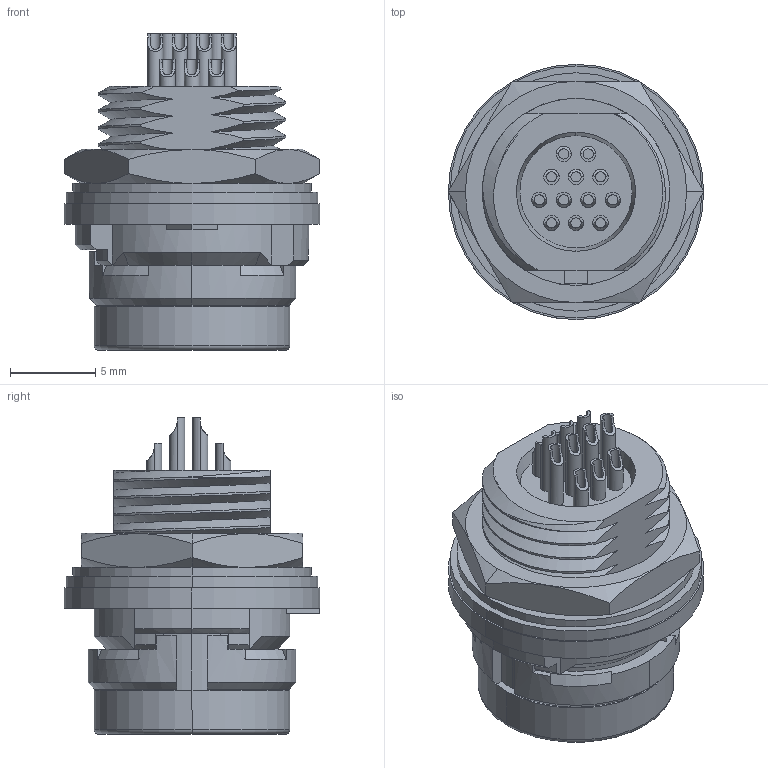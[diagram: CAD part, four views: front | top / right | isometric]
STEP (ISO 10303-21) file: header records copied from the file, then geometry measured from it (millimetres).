
FILE_DESCRIPTION(('OneSpaceDesigner STEP Export'),'2;1');
FILE_NAME('HR30-7R-12P.stp','2008-05-13T15:10:33',(''),(''),'OneSpace Designer STEP processor for AP214 (Solid Model)','OneSpace Modeling 15.00A 14-Mar-2007 (C) CoCreate Software GmbH','');
FILE_SCHEMA(('AUTOMOTIVE_DESIGN { 1 0 10303 214 1 1 1 1 }'));
Length unit declared in the file: millimetre
Products named in the file (1): HR30-7R-12P
Bounding box: 15.01 x 15 x 18.6 mm (x, y, z)
Volume: 1453.7 mm3; surface area: 1951.9 mm2
Topology: 1 solids, 1 shells, 389 faces, 979 edges, 614 vertices
Faces by surface type: plane 155, cylinder 143, cone 39, torus 30, bspline 22
Entity records: 13340 total; most frequent: CARTESIAN_POINT 3909, ORIENTED_EDGE 1958, DIRECTION 1350, EDGE_CURVE 979, VERTEX_POINT 614, AXIS2_PLACEMENT_3D 494, EDGE_LOOP 421, FACE_OUTER_BOUND 389
